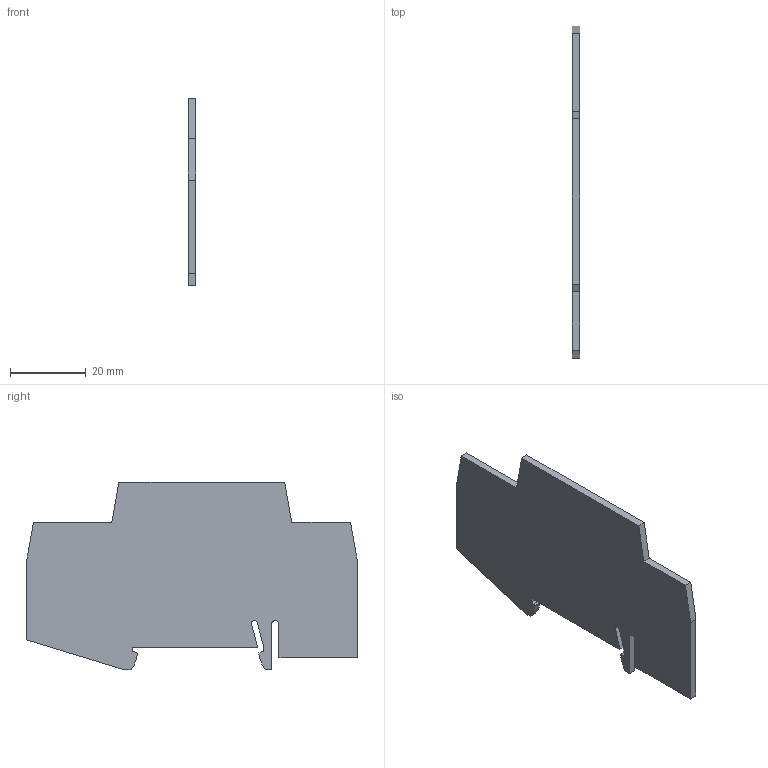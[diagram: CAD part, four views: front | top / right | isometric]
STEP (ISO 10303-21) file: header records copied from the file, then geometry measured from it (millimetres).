
FILE_DESCRIPTION(('Creo Elements/Direct Modeling STEP Export'),'2;1');
FILE_NAME('model.stp','2018-04-13T14:36:50',(''),(''),'Creo Elements/Direct Modeling STEP processor for AP214 (Solid Model)','Creo Elements/Direct Modeling 18.1I 14-Aug-2016 (C) Parametric Technology GmbH','');
FILE_SCHEMA(('AUTOMOTIVE_DESIGN { 1 0 10303 214 1 1 1 1 }'));
Length unit declared in the file: millimetre
Products named in the file (2): ATP_STTB4-Select
Assembly tree (1 placements, depth 2):
  ATP_STTB4-Select
    ATP_STTB4-Select
Bounding box: 2 x 87.65 x 49.6 mm (x, y, z)
Volume: 6946 mm3; surface area: 7560.3 mm2
Topology: 1 solids, 1 shells, 33 faces, 93 edges, 62 vertices
Faces by surface type: plane 27, cylinder 6
Entity records: 1368 total; most frequent: CARTESIAN_POINT 190, ORIENTED_EDGE 186, DIRECTION 175, EDGE_CURVE 93, VECTOR 81, LINE 81, VERTEX_POINT 62, AXIS2_PLACEMENT_3D 47
